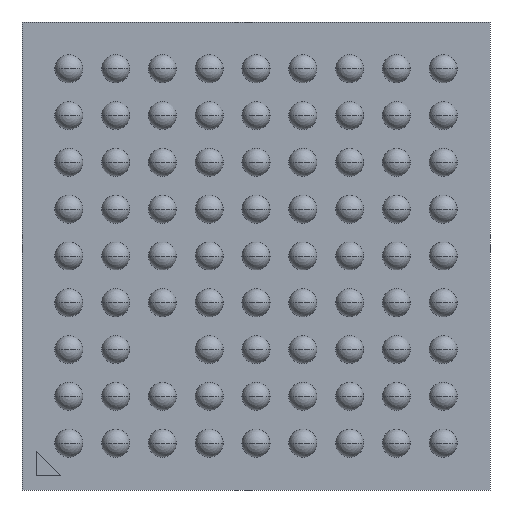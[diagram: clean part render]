
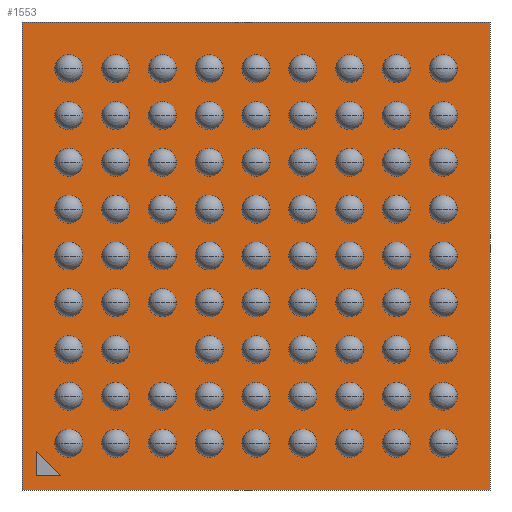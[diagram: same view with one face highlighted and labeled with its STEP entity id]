
A CAD part, front view. The second image highlights one B-rep face of the part: STEP entity #1553.
In plain terms, the highlighted planar face has unit normal (0, -1, 0).
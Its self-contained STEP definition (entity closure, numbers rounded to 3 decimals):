
#1355=DIRECTION('',(0.,0.,-1.));
#1356=VECTOR('',#1355,5.);
#1357=CARTESIAN_POINT('',(2.5,0.,2.5));
#1358=LINE('',#1357,#1356);
#1362=DIRECTION('',(-1.,0.,0.));
#1363=VECTOR('',#1362,5.);
#1364=CARTESIAN_POINT('',(2.5,0.,-2.5));
#1365=LINE('',#1364,#1363);
#1369=DIRECTION('',(0.,0.,1.));
#1370=VECTOR('',#1369,5.);
#1371=CARTESIAN_POINT('',(-2.5,0.,-2.5));
#1372=LINE('',#1371,#1370);
#1376=DIRECTION('',(1.,0.,0.));
#1377=VECTOR('',#1376,5.);
#1378=CARTESIAN_POINT('',(-2.5,0.,2.5));
#1379=LINE('',#1378,#1377);
#1383=DIRECTION('',(-1.,0.,0.));
#1384=VECTOR('',#1383,0.26);
#1385=CARTESIAN_POINT('',(-2.09,0.,-2.35));
#1386=LINE('',#1385,#1384);
#1390=DIRECTION('',(0.707,0.,-0.707));
#1391=VECTOR('',#1390,0.368);
#1392=CARTESIAN_POINT('',(-2.35,0.,-2.09));
#1393=LINE('',#1392,#1391);
#1397=DIRECTION('',(0.,0.,1.));
#1398=VECTOR('',#1397,0.26);
#1399=CARTESIAN_POINT('',(-2.35,0.,-2.35));
#1400=LINE('',#1399,#1398);
#1502=CARTESIAN_POINT('',(2.5,0.,2.5));
#1503=CARTESIAN_POINT('',(2.5,0.,-2.5));
#1504=VERTEX_POINT('',#1502);
#1505=VERTEX_POINT('',#1503);
#1506=CARTESIAN_POINT('',(-2.5,0.,-2.5));
#1507=VERTEX_POINT('',#1506);
#1508=CARTESIAN_POINT('',(-2.5,0.,2.5));
#1509=VERTEX_POINT('',#1508);
#1518=CARTESIAN_POINT('',(-2.09,0.,-2.35));
#1519=CARTESIAN_POINT('',(-2.35,0.,-2.35));
#1520=VERTEX_POINT('',#1518);
#1521=VERTEX_POINT('',#1519);
#1522=CARTESIAN_POINT('',(-2.35,0.,-2.09));
#1523=VERTEX_POINT('',#1522);
#1530=CARTESIAN_POINT('',(0.,0.,0.));
#1531=DIRECTION('',(0.,1.,0.));
#1532=DIRECTION('',(1.,0.,0.));
#1533=AXIS2_PLACEMENT_3D('',#1530,#1531,#1532);
#1534=PLANE('',#1533);
#1536=ORIENTED_EDGE('',*,*,#1535,.T.);
#1538=ORIENTED_EDGE('',*,*,#1537,.T.);
#1540=ORIENTED_EDGE('',*,*,#1539,.T.);
#1542=ORIENTED_EDGE('',*,*,#1541,.T.);
#1543=EDGE_LOOP('',(#1536,#1538,#1540,#1542));
#1544=FACE_OUTER_BOUND('',#1543,.F.);
#1546=ORIENTED_EDGE('',*,*,#1545,.F.);
#1548=ORIENTED_EDGE('',*,*,#1547,.F.);
#1550=ORIENTED_EDGE('',*,*,#1549,.F.);
#1551=EDGE_LOOP('',(#1546,#1548,#1550));
#1552=FACE_BOUND('',#1551,.F.);
#1553=ADVANCED_FACE('',(#1544,#1552),#1534,.F.);
#1535=EDGE_CURVE('',#1504,#1505,#1358,.T.);
#1537=EDGE_CURVE('',#1505,#1507,#1365,.T.);
#1539=EDGE_CURVE('',#1507,#1509,#1372,.T.);
#1541=EDGE_CURVE('',#1509,#1504,#1379,.T.);
#1545=EDGE_CURVE('',#1520,#1521,#1386,.T.);
#1547=EDGE_CURVE('',#1523,#1520,#1393,.T.);
#1549=EDGE_CURVE('',#1521,#1523,#1400,.T.);
